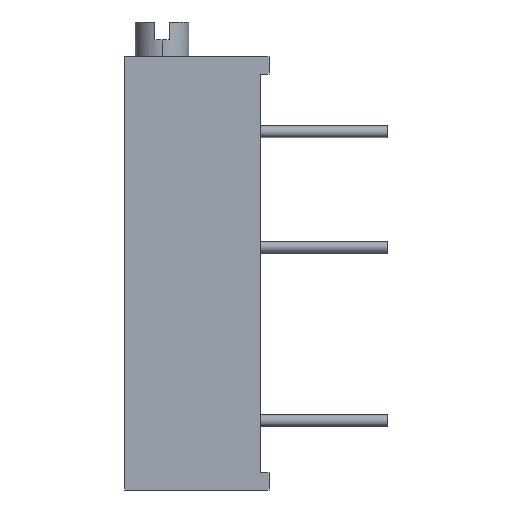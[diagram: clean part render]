
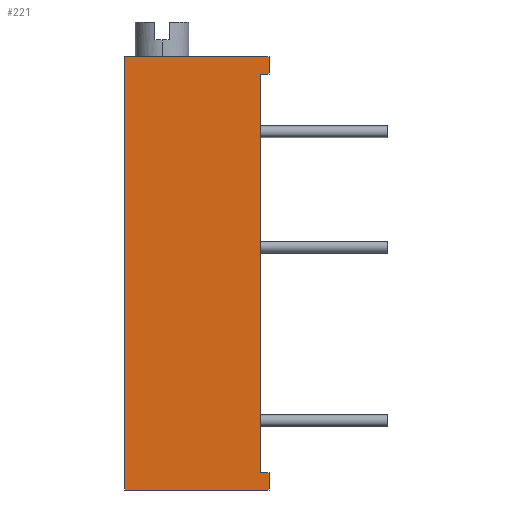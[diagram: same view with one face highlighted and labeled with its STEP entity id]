
A CAD part, left-side view. The second image highlights one B-rep face of the part: STEP entity #221.
In plain terms, the highlighted planar face has unit normal (-1, 0, 0).
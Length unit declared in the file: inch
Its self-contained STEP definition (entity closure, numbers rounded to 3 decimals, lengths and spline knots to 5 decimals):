
#24 = EDGE_CURVE ( 'NONE', #25, #26, #324, .T. ) ;
#25 = VERTEX_POINT ( 'NONE', #320 ) ;
#26 = VERTEX_POINT ( 'NONE', #319 ) ;
#33 = EDGE_CURVE ( 'NONE', #26, #34, #415, .T. ) ;
#34 = VERTEX_POINT ( 'NONE', #411 ) ;
#134 = VERTEX_POINT ( 'NONE', #751 ) ;
#135 = EDGE_CURVE ( 'NONE', #134, #25, #750, .T. ) ;
#148 = EDGE_CURVE ( 'NONE', #158, #134, #675, .T. ) ;
#154 = EDGE_CURVE ( 'NONE', #182, #158, #648, .T. ) ;
#158 = VERTEX_POINT ( 'NONE', #640 ) ;
#166 = EDGE_CURVE ( 'NONE', #34, #207, #610, .T. ) ;
#175 = EDGE_CURVE ( 'NONE', #208, #182, #595, .T. ) ;
#182 = VERTEX_POINT ( 'NONE', #586 ) ;
#206 = EDGE_CURVE ( 'NONE', #207, #208, #920, .T. ) ;
#207 = VERTEX_POINT ( 'NONE', #908 ) ;
#208 = VERTEX_POINT ( 'NONE', #907 ) ;
#221 = ADVANCED_FACE ( 'NONE', ( #784 ), #783, .F. ) ;
#222 = EDGE_LOOP ( 'NONE', ( #223, #224, #225, #226, #227, #228, #229, #230 ) ) ;
#223 = ORIENTED_EDGE ( 'NONE', *, *, #24, .F. ) ;
#224 = ORIENTED_EDGE ( 'NONE', *, *, #135, .F. ) ;
#225 = ORIENTED_EDGE ( 'NONE', *, *, #148, .F. ) ;
#226 = ORIENTED_EDGE ( 'NONE', *, *, #154, .F. ) ;
#227 = ORIENTED_EDGE ( 'NONE', *, *, #175, .F. ) ;
#228 = ORIENTED_EDGE ( 'NONE', *, *, #206, .F. ) ;
#229 = ORIENTED_EDGE ( 'NONE', *, *, #166, .F. ) ;
#230 = ORIENTED_EDGE ( 'NONE', *, *, #33, .F. ) ;
#319 = CARTESIAN_POINT ( 'NONE',  ( -0.095, -0.125, 0.375 ) ) ;
#320 = CARTESIAN_POINT ( 'NONE',  ( -0.095, 0.125, 0.375 ) ) ;
#321 = DIRECTION ( 'NONE',  ( 0., -1., 0. ) ) ;
#322 = VECTOR ( 'NONE', #321, 39.37008 ) ;
#323 = CARTESIAN_POINT ( 'NONE',  ( -0.095, 0.125, 0.375 ) ) ;
#324 = LINE ( 'NONE', #323, #322 ) ;
#411 = CARTESIAN_POINT ( 'NONE',  ( -0.095, -0.125, 0.345 ) ) ;
#412 = DIRECTION ( 'NONE',  ( 0., 0., -1. ) ) ;
#413 = VECTOR ( 'NONE', #412, 39.37008 ) ;
#414 = CARTESIAN_POINT ( 'NONE',  ( -0.095, -0.125, 0.375 ) ) ;
#415 = LINE ( 'NONE', #414, #413 ) ;
#586 = CARTESIAN_POINT ( 'NONE',  ( -0.095, -0.125, -0.345 ) ) ;
#592 = DIRECTION ( 'NONE',  ( 0., -1., 0. ) ) ;
#593 = VECTOR ( 'NONE', #592, 39.37008 ) ;
#594 = CARTESIAN_POINT ( 'NONE',  ( -0.095, -0.11, -0.345 ) ) ;
#595 = LINE ( 'NONE', #594, #593 ) ;
#607 = DIRECTION ( 'NONE',  ( 0., 1., 0. ) ) ;
#608 = VECTOR ( 'NONE', #607, 39.37008 ) ;
#609 = CARTESIAN_POINT ( 'NONE',  ( -0.095, -0.11, 0.345 ) ) ;
#610 = LINE ( 'NONE', #609, #608 ) ;
#640 = CARTESIAN_POINT ( 'NONE',  ( -0.095, -0.125, -0.375 ) ) ;
#645 = DIRECTION ( 'NONE',  ( 0., 0., -1. ) ) ;
#646 = VECTOR ( 'NONE', #645, 39.37008 ) ;
#647 = CARTESIAN_POINT ( 'NONE',  ( -0.095, -0.125, -0.345 ) ) ;
#648 = LINE ( 'NONE', #647, #646 ) ;
#672 = DIRECTION ( 'NONE',  ( 0., 1., 0. ) ) ;
#673 = VECTOR ( 'NONE', #672, 39.37008 ) ;
#674 = CARTESIAN_POINT ( 'NONE',  ( -0.095, 0.125, -0.375 ) ) ;
#675 = LINE ( 'NONE', #674, #673 ) ;
#747 = DIRECTION ( 'NONE',  ( 0., 0., 1. ) ) ;
#748 = VECTOR ( 'NONE', #747, 39.37008 ) ;
#749 = CARTESIAN_POINT ( 'NONE',  ( -0.095, 0.125, 0.375 ) ) ;
#750 = LINE ( 'NONE', #749, #748 ) ;
#751 = CARTESIAN_POINT ( 'NONE',  ( -0.095, 0.125, -0.375 ) ) ;
#778 = DIRECTION ( 'NONE',  ( 0., 0., -1. ) ) ;
#779 = DIRECTION ( 'NONE',  ( 1., 0., 0. ) ) ;
#780 = CARTESIAN_POINT ( 'NONE',  ( -0.095, -0.125, 0.375 ) ) ;
#781 = AXIS2_PLACEMENT_3D ( 'NONE', #780, #779, #778 ) ;
#783 = PLANE ( 'NONE',  #781 ) ;
#784 = FACE_OUTER_BOUND ( 'NONE', #222, .T. ) ;
#907 = CARTESIAN_POINT ( 'NONE',  ( -0.095, -0.11, -0.345 ) ) ;
#908 = CARTESIAN_POINT ( 'NONE',  ( -0.095, -0.11, 0.345 ) ) ;
#909 = DIRECTION ( 'NONE',  ( 0., 0., -1. ) ) ;
#910 = VECTOR ( 'NONE', #909, 39.37008 ) ;
#920 = LINE ( 'NONE', #925, #910 ) ;
#925 = CARTESIAN_POINT ( 'NONE',  ( -0.095, -0.11, 0.345 ) ) ;
